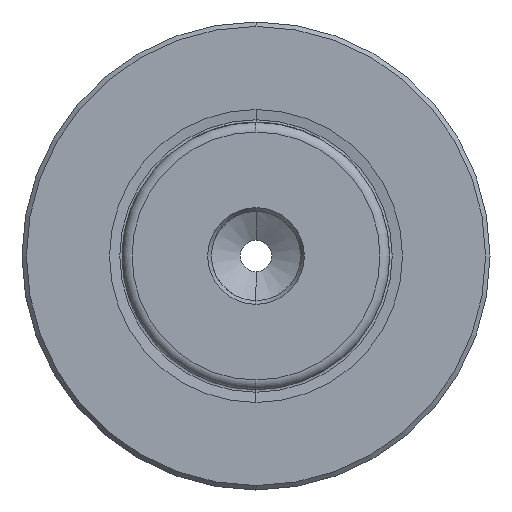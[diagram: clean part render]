
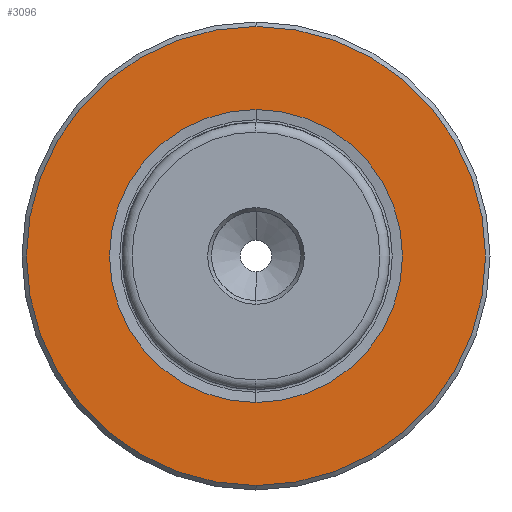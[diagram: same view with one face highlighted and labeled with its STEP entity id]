
A CAD part, left-side view. The second image highlights one B-rep face of the part: STEP entity #3096.
In plain terms, the highlighted planar face has unit normal (-1, 0, 0).
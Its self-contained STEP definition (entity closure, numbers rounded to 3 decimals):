
#226 = DIRECTION ( 'NONE',  ( 0., 0., 1. ) ) ;
#228 = DIRECTION ( 'NONE',  ( -1., 0., 0. ) ) ;
#232 = CARTESIAN_POINT ( 'NONE',  ( 0., 0., 0. ) ) ;
#262 = VERTEX_POINT ( 'NONE', #543 ) ;
#286 = DIRECTION ( 'NONE',  ( 0., 0., 1. ) ) ;
#296 = DIRECTION ( 'NONE',  ( -1., 0., 0. ) ) ;
#298 = CARTESIAN_POINT ( 'NONE',  ( 0., 0., 0. ) ) ;
#314 = FACE_OUTER_BOUND ( 'NONE', #1690, .T. ) ;
#316 = ORIENTED_EDGE ( 'NONE', *, *, #3227, .T. ) ;
#354 = VERTEX_POINT ( 'NONE', #577 ) ;
#383 = ORIENTED_EDGE ( 'NONE', *, *, #2948, .T. ) ;
#412 = FACE_BOUND ( 'NONE', #693, .T. ) ;
#477 = VERTEX_POINT ( 'NONE', #714 ) ;
#543 = CARTESIAN_POINT ( 'NONE',  ( 0., 0., 30.9 ) ) ;
#577 = CARTESIAN_POINT ( 'NONE',  ( 0., 0., 19.715 ) ) ;
#693 = EDGE_LOOP ( 'NONE', ( #2309, #2304 ) ) ;
#714 = CARTESIAN_POINT ( 'NONE',  ( 0., 0., -19.715 ) ) ;
#1211 = AXIS2_PLACEMENT_3D ( 'NONE', #1270, #1262, #1261 ) ;
#1213 = AXIS2_PLACEMENT_3D ( 'NONE', #1281, #1279, #1275 ) ;
#1261 = DIRECTION ( 'NONE',  ( 0., 0., 1. ) ) ;
#1262 = DIRECTION ( 'NONE',  ( -1., 0., 0. ) ) ;
#1270 = CARTESIAN_POINT ( 'NONE',  ( 0., 0., 0. ) ) ;
#1275 = DIRECTION ( 'NONE',  ( 0., 0., 1. ) ) ;
#1279 = DIRECTION ( 'NONE',  ( -1., 0., 0. ) ) ;
#1281 = CARTESIAN_POINT ( 'NONE',  ( 0., 0., 0. ) ) ;
#1378 = AXIS2_PLACEMENT_3D ( 'NONE', #2388, #2379, #2377 ) ;
#1529 = VERTEX_POINT ( 'NONE', #3176 ) ;
#1538 = AXIS2_PLACEMENT_3D ( 'NONE', #232, #228, #226 ) ;
#1560 = AXIS2_PLACEMENT_3D ( 'NONE', #298, #296, #286 ) ;
#1690 = EDGE_LOOP ( 'NONE', ( #316, #383 ) ) ;
#1710 = CIRCLE ( 'NONE', #1538, 30.9 ) ;
#1885 = CIRCLE ( 'NONE', #1560, 19.715 ) ;
#2304 = ORIENTED_EDGE ( 'NONE', *, *, #2937, .F. ) ;
#2309 = ORIENTED_EDGE ( 'NONE', *, *, #3234, .F. ) ;
#2377 = DIRECTION ( 'NONE',  ( 0., 0., -1. ) ) ;
#2379 = DIRECTION ( 'NONE',  ( 1., 0., 0. ) ) ;
#2388 = CARTESIAN_POINT ( 'NONE',  ( 0., 19.715, 0. ) ) ;
#2471 = CIRCLE ( 'NONE', #1213, 30.9 ) ;
#2583 = PLANE ( 'NONE',  #1378 ) ;
#2686 = CIRCLE ( 'NONE', #1211, 19.715 ) ;
#2937 = EDGE_CURVE ( 'NONE', #477, #354, #1885, .T. ) ;
#2948 = EDGE_CURVE ( 'NONE', #262, #1529, #1710, .T. ) ;
#3096 = ADVANCED_FACE ( 'NONE', ( #412, #314 ), #2583, .F. ) ;
#3176 = CARTESIAN_POINT ( 'NONE',  ( 0., 0., -30.9 ) ) ;
#3227 = EDGE_CURVE ( 'NONE', #1529, #262, #2471, .T. ) ;
#3234 = EDGE_CURVE ( 'NONE', #354, #477, #2686, .T. ) ;
